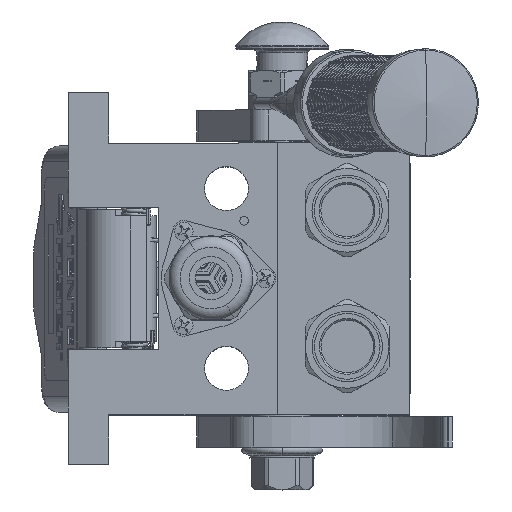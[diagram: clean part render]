
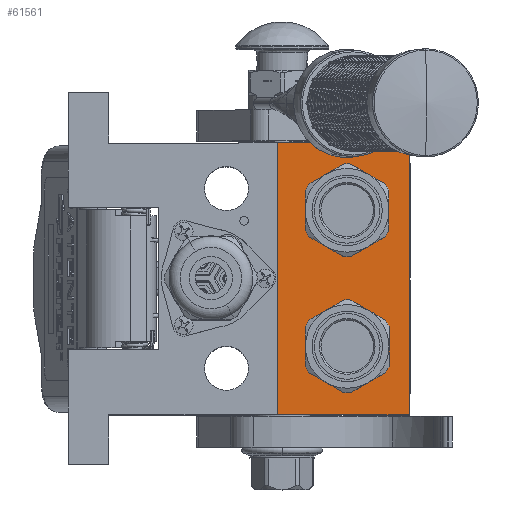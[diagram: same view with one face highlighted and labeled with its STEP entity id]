
A CAD part, top view. The second image highlights one B-rep face of the part: STEP entity #61561.
In plain terms, the highlighted face is planar.
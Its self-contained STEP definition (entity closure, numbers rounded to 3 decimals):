
#9589 = CARTESIAN_POINT ( 'NONE',  ( -22., 8.9, -20. ) ) ;
#11419 = AXIS2_PLACEMENT_3D ( 'NONE', #50942, #164564, #181005 ) ;
#12751 = EDGE_CURVE ( 'NONE', #92480, #177223, #204608, .T. ) ;
#20218 = DIRECTION ( 'NONE',  ( 1., 0., 0. ) ) ;
#22729 = CIRCLE ( 'NONE', #64899, 12.15 ) ;
#24460 = LINE ( 'NONE', #208388, #192260 ) ;
#28201 = CIRCLE ( 'NONE', #90900, 12.15 ) ;
#29160 = EDGE_LOOP ( 'NONE', ( #30731, #82320 ) ) ;
#30731 = ORIENTED_EDGE ( 'NONE', *, *, #112515, .F. ) ;
#31853 = FACE_BOUND ( 'NONE', #194112, .T. ) ;
#33138 = CARTESIAN_POINT ( 'NONE',  ( 22., 8.9, -32.15 ) ) ;
#37903 = DIRECTION ( 'NONE',  ( 0., -1., 0. ) ) ;
#38685 = DIRECTION ( 'NONE',  ( 0., -1., 0. ) ) ;
#38835 = VERTEX_POINT ( 'NONE', #175057 ) ;
#39428 = DIRECTION ( 'NONE',  ( 0., -1., 0. ) ) ;
#44860 = ORIENTED_EDGE ( 'NONE', *, *, #80567, .F. ) ;
#46842 = ORIENTED_EDGE ( 'NONE', *, *, #55640, .F. ) ;
#50942 = CARTESIAN_POINT ( 'NONE',  ( 22., 8.9, -20. ) ) ;
#51108 = EDGE_CURVE ( 'NONE', #38835, #177355, #72024, .T. ) ;
#55640 = EDGE_CURVE ( 'NONE', #169395, #177223, #117456, .T. ) ;
#61561 = ADVANCED_FACE ( 'NONE', ( #161410, #31853, #113077 ), #70022, .T. ) ;
#64899 = AXIS2_PLACEMENT_3D ( 'NONE', #135170, #37903, #184315 ) ;
#65292 = DIRECTION ( 'NONE',  ( 0., 0., -1. ) ) ;
#70022 = PLANE ( 'NONE',  #83590 ) ;
#71179 = DIRECTION ( 'NONE',  ( 0., 0., -1. ) ) ;
#72024 = CIRCLE ( 'NONE', #11419, 12.15 ) ;
#77182 = CIRCLE ( 'NONE', #146083, 12.15 ) ;
#80567 = EDGE_CURVE ( 'NONE', #106109, #193658, #77182, .T. ) ;
#82320 = ORIENTED_EDGE ( 'NONE', *, *, #51108, .F. ) ;
#83590 = AXIS2_PLACEMENT_3D ( 'NONE', #119591, #38685, #84184 ) ;
#84184 = DIRECTION ( 'NONE',  ( 1., 0., 0. ) ) ;
#85537 = CARTESIAN_POINT ( 'NONE',  ( -44., 8.9, -42.5 ) ) ;
#86974 = ORIENTED_EDGE ( 'NONE', *, *, #12751, .T. ) ;
#89152 = CARTESIAN_POINT ( 'NONE',  ( -44., 8.9, 0. ) ) ;
#90900 = AXIS2_PLACEMENT_3D ( 'NONE', #183667, #166468, #165093 ) ;
#92480 = VERTEX_POINT ( 'NONE', #178983 ) ;
#95772 = VECTOR ( 'NONE', #65292, 1000. ) ;
#99802 = VECTOR ( 'NONE', #71179, 1000. ) ;
#106109 = VERTEX_POINT ( 'NONE', #164201 ) ;
#111662 = VERTEX_POINT ( 'NONE', #89152 ) ;
#112515 = EDGE_CURVE ( 'NONE', #177355, #38835, #28201, .T. ) ;
#113077 = FACE_OUTER_BOUND ( 'NONE', #129859, .T. ) ;
#115618 = ORIENTED_EDGE ( 'NONE', *, *, #181028, .F. ) ;
#117456 = LINE ( 'NONE', #179229, #99802 ) ;
#119591 = CARTESIAN_POINT ( 'NONE',  ( 0., 8.9, 0. ) ) ;
#122702 = CARTESIAN_POINT ( 'NONE',  ( 44., 8.9, -42.5 ) ) ;
#124460 = DIRECTION ( 'NONE',  ( 1., 0., 0. ) ) ;
#129859 = EDGE_LOOP ( 'NONE', ( #135024, #86974, #46842, #115618 ) ) ;
#135024 = ORIENTED_EDGE ( 'NONE', *, *, #180094, .T. ) ;
#135170 = CARTESIAN_POINT ( 'NONE',  ( -22., 8.9, -20. ) ) ;
#146083 = AXIS2_PLACEMENT_3D ( 'NONE', #9589, #39428, #153755 ) ;
#146203 = CARTESIAN_POINT ( 'NONE',  ( -44., 8.9, 0. ) ) ;
#149271 = CARTESIAN_POINT ( 'NONE',  ( -22., 8.9, -32.15 ) ) ;
#153755 = DIRECTION ( 'NONE',  ( 0., 0., 1. ) ) ;
#155388 = CARTESIAN_POINT ( 'NONE',  ( 44., 8.9, 0. ) ) ;
#159328 = LINE ( 'NONE', #146203, #95772 ) ;
#161410 = FACE_BOUND ( 'NONE', #29160, .T. ) ;
#164201 = CARTESIAN_POINT ( 'NONE',  ( -22., 8.9, -7.85 ) ) ;
#164564 = DIRECTION ( 'NONE',  ( 0., -1., 0. ) ) ;
#165093 = DIRECTION ( 'NONE',  ( 0., 0., -1. ) ) ;
#166468 = DIRECTION ( 'NONE',  ( 0., -1., 0. ) ) ;
#168757 = ORIENTED_EDGE ( 'NONE', *, *, #195674, .F. ) ;
#169395 = VERTEX_POINT ( 'NONE', #155388 ) ;
#175057 = CARTESIAN_POINT ( 'NONE',  ( 22., 8.9, -7.85 ) ) ;
#177223 = VERTEX_POINT ( 'NONE', #122702 ) ;
#177355 = VERTEX_POINT ( 'NONE', #33138 ) ;
#178983 = CARTESIAN_POINT ( 'NONE',  ( -44., 8.9, -42.5 ) ) ;
#179229 = CARTESIAN_POINT ( 'NONE',  ( 44., 8.9, 0. ) ) ;
#180094 = EDGE_CURVE ( 'NONE', #111662, #92480, #159328, .T. ) ;
#181005 = DIRECTION ( 'NONE',  ( 0., 0., 1. ) ) ;
#181028 = EDGE_CURVE ( 'NONE', #111662, #169395, #24460, .T. ) ;
#183667 = CARTESIAN_POINT ( 'NONE',  ( 22., 8.9, -20. ) ) ;
#184315 = DIRECTION ( 'NONE',  ( 0., 0., -1. ) ) ;
#192260 = VECTOR ( 'NONE', #124460, 1000. ) ;
#193658 = VERTEX_POINT ( 'NONE', #149271 ) ;
#194112 = EDGE_LOOP ( 'NONE', ( #168757, #44860 ) ) ;
#195674 = EDGE_CURVE ( 'NONE', #193658, #106109, #22729, .T. ) ;
#204608 = LINE ( 'NONE', #85537, #209736 ) ;
#208388 = CARTESIAN_POINT ( 'NONE',  ( -44., 8.9, 0. ) ) ;
#209736 = VECTOR ( 'NONE', #20218, 1000. ) ;
